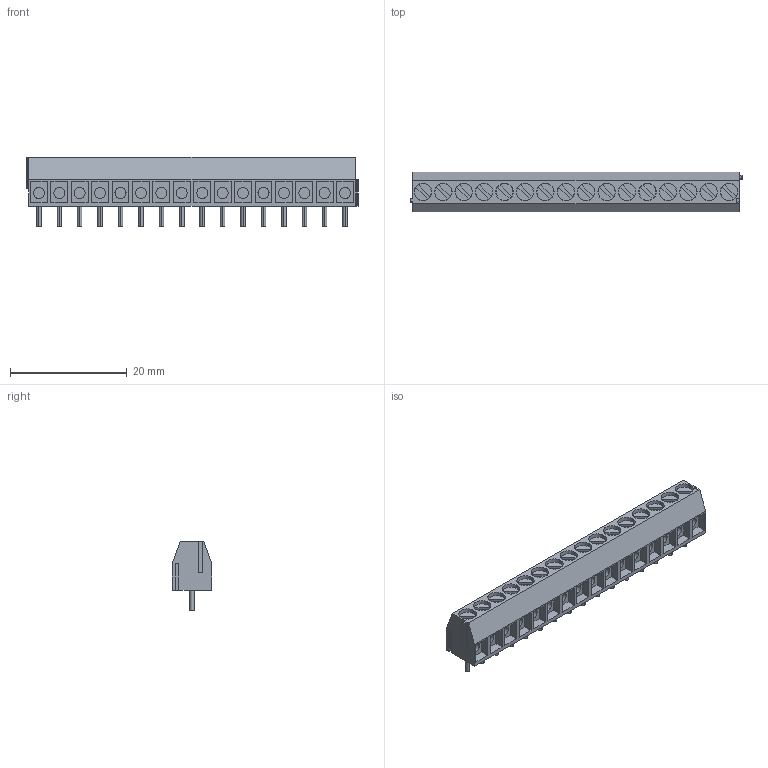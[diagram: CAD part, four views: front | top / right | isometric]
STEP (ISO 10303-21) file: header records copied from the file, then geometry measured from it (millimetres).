
FILE_DESCRIPTION(('CATIA V5 STEP Exchange','CAx-IF Rec.Pracs.--- Model Styling and Organization---1.4--- 2014-01-23'),'2;1');
FILE_NAME ('352781-3_0', '2021-07-23T07:25:03+00:00', ('none'), ('Weidmueller'), 'CATIA Version 5-6 Release 2016 SP3 HF44', 'CATIA V5 STEP AP214', 'none');
FILE_SCHEMA(('AUTOMOTIVE_DESIGN { 1 0 10303 214 1 1 1 1 }'));
Length unit declared in the file: millimetre
Products named in the file (1): 2440220000
Bounding box: 56.9 x 6.8 x 11.9 mm (x, y, z)
Volume: 2532.6 mm3; surface area: 3653.4 mm2
Topology: 49 solids, 49 shells, 544 faces, 1242 edges, 828 vertices
Faces by surface type: plane 416, cylinder 128
Entity records: 15459 total; most frequent: CARTESIAN_POINT 2638, ORIENTED_EDGE 2484, DIRECTION 2264, EDGE_CURVE 1242, VECTOR 922, LINE 922, VERTEX_POINT 828, AXIS2_PLACEMENT_3D 824
